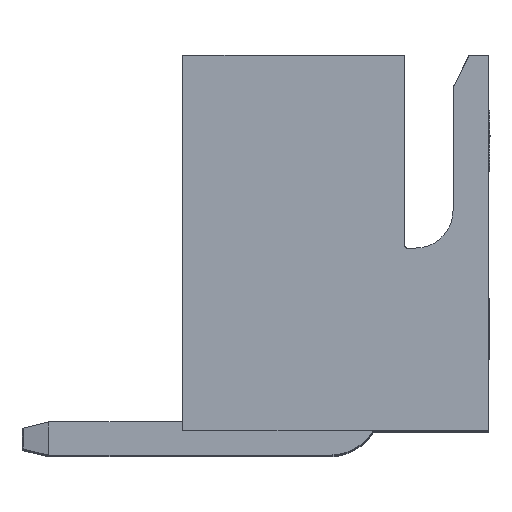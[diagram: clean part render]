
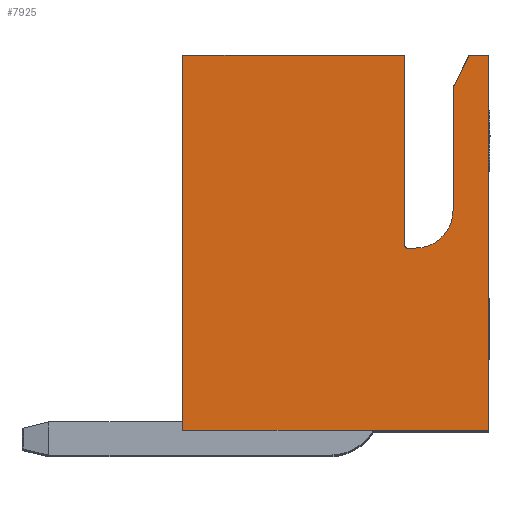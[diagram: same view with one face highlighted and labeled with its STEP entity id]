
A CAD part, top view. The second image highlights one B-rep face of the part: STEP entity #7925.
In plain terms, the highlighted planar face has unit normal (0, 0, 1).
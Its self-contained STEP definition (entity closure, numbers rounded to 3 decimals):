
#500=PLANE('',#8470);
#934=FACE_OUTER_BOUND('',#1379,.T.);
#1379=EDGE_LOOP('',(#6577,#6578,#6579,#6580,#6581,#6582,#6583,#6584,#6585,
#6586,#6587));
#1521=CIRCLE('',#8453,0.05);
#1526=CIRCLE('',#8471,0.7);
#2017=LINE('',#13654,#2820);
#2025=LINE('',#13669,#2828);
#2121=LINE('',#14295,#2924);
#2170=LINE('',#14407,#2973);
#2174=LINE('',#14425,#2977);
#2179=LINE('',#14434,#2982);
#2199=LINE('',#14479,#3002);
#2200=LINE('',#14482,#3003);
#2201=LINE('',#14483,#3004);
#2820=VECTOR('',#9805,10.);
#2828=VECTOR('',#9815,10.);
#2924=VECTOR('',#9979,10.);
#2973=VECTOR('',#10056,10.);
#2977=VECTOR('',#10076,10.);
#2982=VECTOR('',#10087,10.);
#3002=VECTOR('',#10131,10.);
#3003=VECTOR('',#10134,10.);
#3004=VECTOR('',#10135,10.);
#3546=VERTEX_POINT('',#13651);
#3547=VERTEX_POINT('',#13653);
#3553=VERTEX_POINT('',#13667);
#3648=VERTEX_POINT('',#14292);
#3649=VERTEX_POINT('',#14294);
#3697=VERTEX_POINT('',#14404);
#3698=VERTEX_POINT('',#14406);
#3702=VERTEX_POINT('',#14418);
#3704=VERTEX_POINT('',#14424);
#3718=VERTEX_POINT('',#14478);
#3719=VERTEX_POINT('',#14481);
#4477=EDGE_CURVE('',#3547,#3546,#2017,.T.);
#4485=EDGE_CURVE('',#3553,#3546,#2025,.T.);
#4632=EDGE_CURVE('',#3649,#3648,#2121,.T.);
#4687=EDGE_CURVE('',#3698,#3697,#2170,.T.);
#4693=EDGE_CURVE('',#3547,#3702,#1521,.T.);
#4696=EDGE_CURVE('',#3704,#3702,#2174,.T.);
#4701=EDGE_CURVE('',#3698,#3648,#2179,.T.);
#4724=EDGE_CURVE('',#3697,#3718,#2199,.T.);
#4725=EDGE_CURVE('',#3718,#3704,#1526,.T.);
#4726=EDGE_CURVE('',#3719,#3553,#2200,.T.);
#4727=EDGE_CURVE('',#3719,#3649,#2201,.T.);
#6577=ORIENTED_EDGE('',*,*,#4687,.T.);
#6578=ORIENTED_EDGE('',*,*,#4724,.T.);
#6579=ORIENTED_EDGE('',*,*,#4725,.T.);
#6580=ORIENTED_EDGE('',*,*,#4696,.T.);
#6581=ORIENTED_EDGE('',*,*,#4693,.F.);
#6582=ORIENTED_EDGE('',*,*,#4477,.T.);
#6583=ORIENTED_EDGE('',*,*,#4485,.F.);
#6584=ORIENTED_EDGE('',*,*,#4726,.F.);
#6585=ORIENTED_EDGE('',*,*,#4727,.T.);
#6586=ORIENTED_EDGE('',*,*,#4632,.T.);
#6587=ORIENTED_EDGE('',*,*,#4701,.F.);
#7925=ADVANCED_FACE('',(#934),#500,.T.);
#8453=AXIS2_PLACEMENT_3D('',#14419,#10069,#10070);
#8470=AXIS2_PLACEMENT_3D('',#14477,#10129,#10130);
#8471=AXIS2_PLACEMENT_3D('',#14480,#10132,#10133);
#9805=DIRECTION('',(0.,1.,0.));
#9815=DIRECTION('',(1.,0.,0.));
#9979=DIRECTION('',(0.,1.,0.));
#10056=DIRECTION('',(-0.447,-0.894,0.));
#10069=DIRECTION('center_axis',(0.,0.,1.));
#10070=DIRECTION('ref_axis',(-0.707,-0.707,0.));
#10076=DIRECTION('',(-1.,0.,0.));
#10087=DIRECTION('',(1.,0.,0.));
#10129=DIRECTION('center_axis',(0.,0.,1.));
#10130=DIRECTION('ref_axis',(1.,0.,0.));
#10131=DIRECTION('',(0.,-1.,0.));
#10132=DIRECTION('center_axis',(0.,0.,-1.));
#10133=DIRECTION('ref_axis',(0.,-1.,0.));
#10134=DIRECTION('',(0.,1.,0.));
#10135=DIRECTION('',(1.,0.,0.));
#13651=CARTESIAN_POINT('',(1.29,7.,11.52));
#13653=CARTESIAN_POINT('',(1.29,3.45,11.52));
#13654=CARTESIAN_POINT('',(1.29,1.7,11.52));
#13667=CARTESIAN_POINT('',(-2.85,7.,11.52));
#13669=CARTESIAN_POINT('',(-2.85,7.,11.52));
#14292=CARTESIAN_POINT('',(2.85,7.,11.52));
#14294=CARTESIAN_POINT('',(2.85,0.,11.52));
#14295=CARTESIAN_POINT('',(2.85,0.,11.52));
#14404=CARTESIAN_POINT('',(2.19,6.4,11.52));
#14406=CARTESIAN_POINT('',(2.49,7.,11.52));
#14407=CARTESIAN_POINT('',(0.556,3.132,11.52));
#14418=CARTESIAN_POINT('',(1.34,3.4,11.52));
#14419=CARTESIAN_POINT('Origin',(1.34,3.45,11.52));
#14424=CARTESIAN_POINT('',(1.49,3.4,11.52));
#14425=CARTESIAN_POINT('',(-0.68,3.4,11.52));
#14434=CARTESIAN_POINT('',(-2.85,7.,11.52));
#14477=CARTESIAN_POINT('Origin',(-2.85,0.,11.52));
#14478=CARTESIAN_POINT('',(2.19,4.1,11.52));
#14479=CARTESIAN_POINT('',(2.19,3.5,11.52));
#14480=CARTESIAN_POINT('Origin',(1.49,4.1,11.52));
#14481=CARTESIAN_POINT('',(-2.85,0.,11.52));
#14482=CARTESIAN_POINT('',(-2.85,0.,11.52));
#14483=CARTESIAN_POINT('',(-2.85,0.,11.52));
